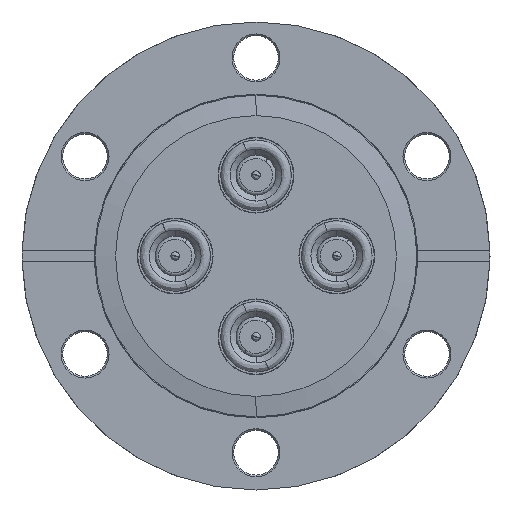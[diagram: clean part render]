
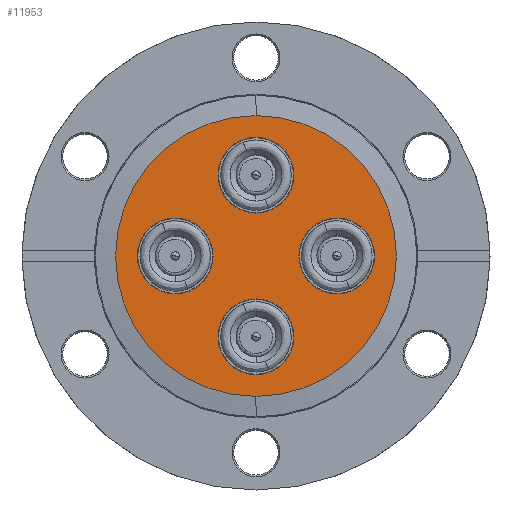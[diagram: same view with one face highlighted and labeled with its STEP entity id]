
A CAD part, front view. The second image highlights one B-rep face of the part: STEP entity #11953.
In plain terms, the highlighted planar face has unit normal (0, -1, 0).
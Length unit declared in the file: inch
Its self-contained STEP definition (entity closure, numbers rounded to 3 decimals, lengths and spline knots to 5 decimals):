
#792 = CARTESIAN_POINT ( 'NONE',  ( 0., -0.454, -0.475 ) ) ;
#793 = DIRECTION ( 'NONE',  ( 0., -1., 0. ) ) ;
#794 = DIRECTION ( 'NONE',  ( 0., 0., -1. ) ) ;
#899 = CARTESIAN_POINT ( 'NONE',  ( 0.475, -0.454, 0. ) ) ;
#900 = DIRECTION ( 'NONE',  ( 0., -1., 0. ) ) ;
#901 = DIRECTION ( 'NONE',  ( 0., 0., -1. ) ) ;
#1204 = CARTESIAN_POINT ( 'NONE',  ( 0., -0.454, 0.475 ) ) ;
#1205 = DIRECTION ( 'NONE',  ( 0., -1., 0. ) ) ;
#1206 = DIRECTION ( 'NONE',  ( 0., 0., -1. ) ) ;
#1928 = CARTESIAN_POINT ( 'NONE',  ( -0.475, -0.454, -0.2225 ) ) ;
#1929 = CARTESIAN_POINT ( 'NONE',  ( -0.475, -0.454, 0.2225 ) ) ;
#2009 = CARTESIAN_POINT ( 'NONE',  ( 0., -0.454, 0.2525 ) ) ;
#2010 = CARTESIAN_POINT ( 'NONE',  ( 0., -0.454, 0.6975 ) ) ;
#2088 = CARTESIAN_POINT ( 'NONE',  ( 0., -0.454, -0.6975 ) ) ;
#2089 = CARTESIAN_POINT ( 'NONE',  ( 0., -0.454, -0.2525 ) ) ;
#2488 = VERTEX_POINT ( 'NONE', #5383 ) ;
#2493 = VERTEX_POINT ( 'NONE', #5378 ) ;
#2768 = CIRCLE ( 'NONE', #6544, 0.825 ) ;
#2769 = CIRCLE ( 'NONE', #6543, 0.2225 ) ;
#2772 = CIRCLE ( 'NONE', #6541, 0.2225 ) ;
#2775 = CIRCLE ( 'NONE', #6540, 0.2225 ) ;
#2776 = CIRCLE ( 'NONE', #6539, 0.2225 ) ;
#2965 = CIRCLE ( 'NONE', #6444, 0.2225 ) ;
#3118 = DIRECTION ( 'NONE',  ( 0., 0., -1. ) ) ;
#3119 = DIRECTION ( 'NONE',  ( 0., -1., 0. ) ) ;
#3120 = CARTESIAN_POINT ( 'NONE',  ( -0.475, -0.454, 0. ) ) ;
#3187 = DIRECTION ( 'NONE',  ( 0., 0., -1. ) ) ;
#3188 = DIRECTION ( 'NONE',  ( 0., -1., 0. ) ) ;
#3189 = CARTESIAN_POINT ( 'NONE',  ( 0.475, -0.454, 0. ) ) ;
#3191 = DIRECTION ( 'NONE',  ( 0., 0., -1. ) ) ;
#3192 = DIRECTION ( 'NONE',  ( 0., -1., 0. ) ) ;
#3193 = CARTESIAN_POINT ( 'NONE',  ( 0., -0.454, -0.475 ) ) ;
#3194 = DIRECTION ( 'NONE',  ( 0., 0., -1. ) ) ;
#3195 = DIRECTION ( 'NONE',  ( 0., -1., 0. ) ) ;
#3196 = CARTESIAN_POINT ( 'NONE',  ( 0., -0.454, 0.475 ) ) ;
#3206 = DIRECTION ( 'NONE',  ( 0., 0., -1. ) ) ;
#3208 = DIRECTION ( 'NONE',  ( 0., -1., 0. ) ) ;
#3214 = CARTESIAN_POINT ( 'NONE',  ( -0.475, -0.454, 0. ) ) ;
#3217 = DIRECTION ( 'NONE',  ( 0., 0., 1. ) ) ;
#3218 = DIRECTION ( 'NONE',  ( 0., -1., 0. ) ) ;
#3219 = CARTESIAN_POINT ( 'NONE',  ( 0., -0.454, 0. ) ) ;
#3526 = CIRCLE ( 'NONE', #5212, 0.825 ) ;
#4053 = ORIENTED_EDGE ( 'NONE', *, *, #10587, .F. ) ;
#4054 = ORIENTED_EDGE ( 'NONE', *, *, #6773, .F. ) ;
#4055 = ORIENTED_EDGE ( 'NONE', *, *, #10513, .F. ) ;
#4056 = ORIENTED_EDGE ( 'NONE', *, *, #6772, .F. ) ;
#4057 = ORIENTED_EDGE ( 'NONE', *, *, #10306, .F. ) ;
#4058 = ORIENTED_EDGE ( 'NONE', *, *, #6771, .F. ) ;
#4059 = ORIENTED_EDGE ( 'NONE', *, *, #8082, .F. ) ;
#4060 = ORIENTED_EDGE ( 'NONE', *, *, #6768, .F. ) ;
#4061 = ORIENTED_EDGE ( 'NONE', *, *, #8232, .T. ) ;
#4062 = ORIENTED_EDGE ( 'NONE', *, *, #6767, .T. ) ;
#5212 = AXIS2_PLACEMENT_3D ( 'NONE', #12464, #12465, #12466 ) ;
#5378 = CARTESIAN_POINT ( 'NONE',  ( 0., -0.454, 0.825 ) ) ;
#5383 = CARTESIAN_POINT ( 'NONE',  ( 0., -0.454, -0.825 ) ) ;
#5656 = EDGE_LOOP ( 'NONE', ( #4060, #4059 ) ) ;
#5657 = EDGE_LOOP ( 'NONE', ( #4058, #4057 ) ) ;
#5661 = EDGE_LOOP ( 'NONE', ( #4062, #4061 ) ) ;
#5666 = EDGE_LOOP ( 'NONE', ( #4054, #4053 ) ) ;
#5667 = EDGE_LOOP ( 'NONE', ( #4056, #4055 ) ) ;
#6336 = DIRECTION ( 'NONE',  ( 0., -1., 0. ) ) ;
#6338 = PLANE ( 'NONE',  #8149 ) ;
#6340 = CARTESIAN_POINT ( 'NONE',  ( 0., -0.454, 0. ) ) ;
#6342 = DIRECTION ( 'NONE',  ( 0., 0., 1. ) ) ;
#6444 = AXIS2_PLACEMENT_3D ( 'NONE', #3120, #3119, #3118 ) ;
#6539 = AXIS2_PLACEMENT_3D ( 'NONE', #3189, #3188, #3187 ) ;
#6540 = AXIS2_PLACEMENT_3D ( 'NONE', #3193, #3192, #3191 ) ;
#6541 = AXIS2_PLACEMENT_3D ( 'NONE', #3196, #3195, #3194 ) ;
#6543 = AXIS2_PLACEMENT_3D ( 'NONE', #3214, #3208, #3206 ) ;
#6544 = AXIS2_PLACEMENT_3D ( 'NONE', #3219, #3218, #3217 ) ;
#6767 = EDGE_CURVE ( 'NONE', #2493, #2488, #2768, .T. ) ;
#6768 = EDGE_CURVE ( 'NONE', #12067, #12068, #2769, .T. ) ;
#6771 = EDGE_CURVE ( 'NONE', #12148, #12149, #2772, .T. ) ;
#6772 = EDGE_CURVE ( 'NONE', #12227, #12228, #2775, .T. ) ;
#6773 = EDGE_CURVE ( 'NONE', #8272, #8273, #2776, .T. ) ;
#8000 = CIRCLE ( 'NONE', #11220, 0.2225 ) ;
#8082 = EDGE_CURVE ( 'NONE', #12068, #12067, #2965, .T. ) ;
#8149 = AXIS2_PLACEMENT_3D ( 'NONE', #6340, #6336, #6342 ) ;
#8232 = EDGE_CURVE ( 'NONE', #2488, #2493, #3526, .T. ) ;
#8272 = VERTEX_POINT ( 'NONE', #9965 ) ;
#8273 = VERTEX_POINT ( 'NONE', #9975 ) ;
#8737 = AXIS2_PLACEMENT_3D ( 'NONE', #899, #900, #901 ) ;
#8754 = AXIS2_PLACEMENT_3D ( 'NONE', #792, #793, #794 ) ;
#9341 = CIRCLE ( 'NONE', #8754, 0.2225 ) ;
#9395 = CIRCLE ( 'NONE', #8737, 0.2225 ) ;
#9965 = CARTESIAN_POINT ( 'NONE',  ( 0.475, -0.454, -0.2225 ) ) ;
#9975 = CARTESIAN_POINT ( 'NONE',  ( 0.475, -0.454, 0.2225 ) ) ;
#10306 = EDGE_CURVE ( 'NONE', #12149, #12148, #8000, .T. ) ;
#10513 = EDGE_CURVE ( 'NONE', #12228, #12227, #9341, .T. ) ;
#10587 = EDGE_CURVE ( 'NONE', #8273, #8272, #9395, .T. ) ;
#11089 = FACE_BOUND ( 'NONE', #5657, .T. ) ;
#11090 = FACE_OUTER_BOUND ( 'NONE', #5661, .T. ) ;
#11091 = FACE_BOUND ( 'NONE', #5667, .T. ) ;
#11093 = FACE_BOUND ( 'NONE', #5666, .T. ) ;
#11095 = FACE_BOUND ( 'NONE', #5656, .T. ) ;
#11220 = AXIS2_PLACEMENT_3D ( 'NONE', #1204, #1205, #1206 ) ;
#11953 = ADVANCED_FACE ( 'NONE', ( #11090, #11095, #11089, #11091, #11093 ), #6338, .T. ) ;
#12067 = VERTEX_POINT ( 'NONE', #1928 ) ;
#12068 = VERTEX_POINT ( 'NONE', #1929 ) ;
#12148 = VERTEX_POINT ( 'NONE', #2009 ) ;
#12149 = VERTEX_POINT ( 'NONE', #2010 ) ;
#12227 = VERTEX_POINT ( 'NONE', #2088 ) ;
#12228 = VERTEX_POINT ( 'NONE', #2089 ) ;
#12464 = CARTESIAN_POINT ( 'NONE',  ( 0., -0.454, 0. ) ) ;
#12465 = DIRECTION ( 'NONE',  ( 0., -1., 0. ) ) ;
#12466 = DIRECTION ( 'NONE',  ( 0., 0., 1. ) ) ;
